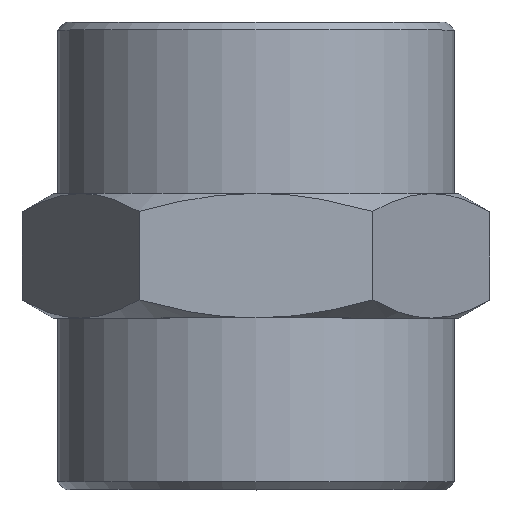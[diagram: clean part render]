
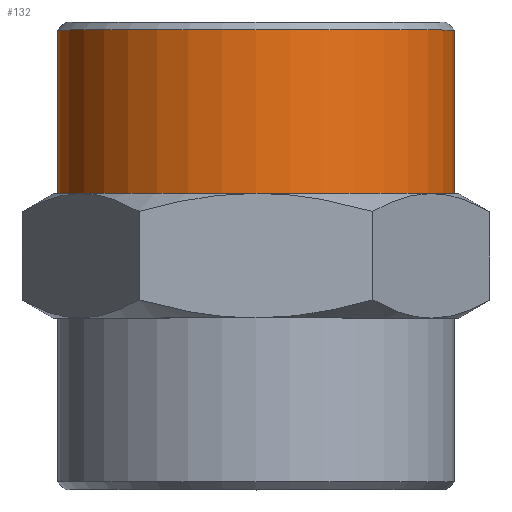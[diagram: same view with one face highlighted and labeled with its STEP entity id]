
A CAD part, top view. The second image highlights one B-rep face of the part: STEP entity #132.
In plain terms, the highlighted cylindrical face has radius 12.75 mm (diameter 25.5 mm), a full revolution.
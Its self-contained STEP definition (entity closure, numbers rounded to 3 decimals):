
#8 = AXIS2_PLACEMENT_3D ( 'NONE', #464, #463, #462 ) ;
#10 = AXIS2_PLACEMENT_3D ( 'NONE', #472, #471, #469 ) ;
#80 = EDGE_CURVE ( 'NONE', #734, #734, #709, .T. ) ;
#82 = EDGE_CURVE ( 'NONE', #735, #735, #721, .T. ) ;
#101 = AXIS2_PLACEMENT_3D ( 'NONE', #321, #323, #320 ) ;
#132 = ADVANCED_FACE ( 'NONE', ( #683, #698 ), #686, .T. ) ;
#167 = CARTESIAN_POINT ( 'NONE',  ( 0., 29.5, -12.75 ) ) ;
#169 = CARTESIAN_POINT ( 'NONE',  ( 12.75, 19., 0. ) ) ;
#320 = DIRECTION ( 'NONE',  ( 1., 0., 0. ) ) ;
#321 = CARTESIAN_POINT ( 'NONE',  ( 0., 29.5, 0. ) ) ;
#323 = DIRECTION ( 'NONE',  ( 0., -1., 0. ) ) ;
#462 = DIRECTION ( 'NONE',  ( 0., 0., -1. ) ) ;
#463 = DIRECTION ( 'NONE',  ( 0., -1., 0. ) ) ;
#464 = CARTESIAN_POINT ( 'NONE',  ( 0., 29.5, 0. ) ) ;
#469 = DIRECTION ( 'NONE',  ( 1., 0., 0. ) ) ;
#471 = DIRECTION ( 'NONE',  ( 0., -1., 0. ) ) ;
#472 = CARTESIAN_POINT ( 'NONE',  ( 0., 19., 0. ) ) ;
#592 = ORIENTED_EDGE ( 'NONE', *, *, #82, .T. ) ;
#600 = EDGE_LOOP ( 'NONE', ( #592 ) ) ;
#614 = ORIENTED_EDGE ( 'NONE', *, *, #80, .F. ) ;
#683 = FACE_OUTER_BOUND ( 'NONE', #600, .T. ) ;
#686 = CYLINDRICAL_SURFACE ( 'NONE', #101, 12.75 ) ;
#698 = FACE_OUTER_BOUND ( 'NONE', #758, .T. ) ;
#709 = CIRCLE ( 'NONE', #10, 12.75 ) ;
#721 = CIRCLE ( 'NONE', #8, 12.75 ) ;
#734 = VERTEX_POINT ( 'NONE', #169 ) ;
#735 = VERTEX_POINT ( 'NONE', #167 ) ;
#758 = EDGE_LOOP ( 'NONE', ( #614 ) ) ;
